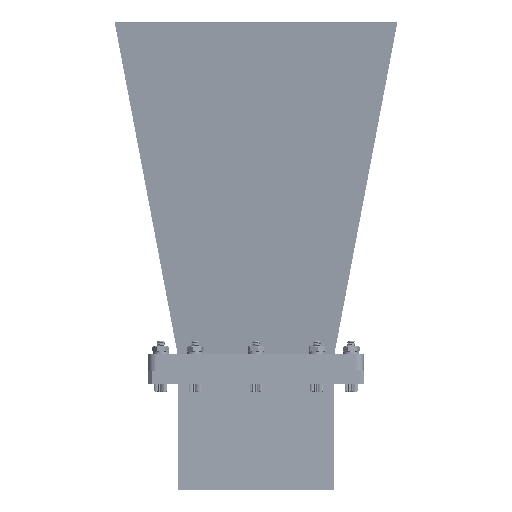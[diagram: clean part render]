
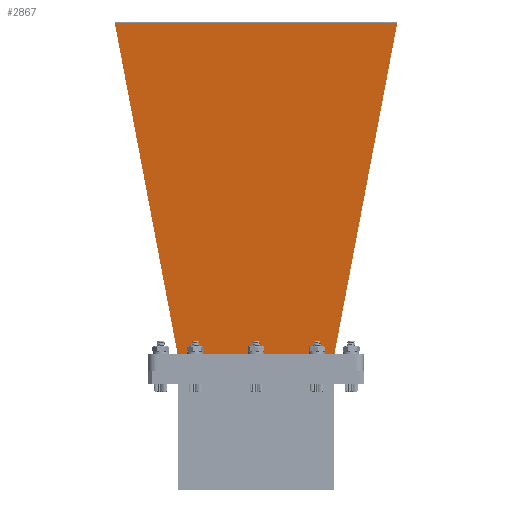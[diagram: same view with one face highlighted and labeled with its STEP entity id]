
A CAD part, front view. The second image highlights one B-rep face of the part: STEP entity #2867.
In plain terms, the highlighted face is planar.
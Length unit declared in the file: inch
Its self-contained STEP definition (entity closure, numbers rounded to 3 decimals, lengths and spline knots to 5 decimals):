
#194 = CARTESIAN_POINT ( 'NONE',  ( -4.15137, 10.23045, 2.12346 ) ) ;
#917 = LINE ( 'NONE', #3505, #5005 ) ;
#1364 = EDGE_CURVE ( 'NONE', #6597, #6442, #11984, .T. ) ;
#1686 = ORIENTED_EDGE ( 'NONE', *, *, #5787, .T. ) ;
#1938 = VERTEX_POINT ( 'NONE', #15694 ) ;
#2646 = CARTESIAN_POINT ( 'NONE',  ( 13.30541, 10.23045, 2.12346 ) ) ;
#2867 = ADVANCED_FACE ( 'NONE', ( #3973 ), #6639, .F. ) ;
#3158 = CARTESIAN_POINT ( 'NONE',  ( 13.30541, 10.23045, 2.12346 ) ) ;
#3505 = CARTESIAN_POINT ( 'NONE',  ( 4.46678, 11.89267, 2.28095 ) ) ;
#3512 = EDGE_CURVE ( 'NONE', #6442, #1938, #8427, .T. ) ;
#3973 = FACE_OUTER_BOUND ( 'NONE', #7724, .T. ) ;
#4367 = ORIENTED_EDGE ( 'NONE', *, *, #1364, .T. ) ;
#4778 = VECTOR ( 'NONE', #10794, 39.37008 ) ;
#5005 = VECTOR ( 'NONE', #7353, 39.37008 ) ;
#5412 = ORIENTED_EDGE ( 'NONE', *, *, #16485, .T. ) ;
#5750 = VERTEX_POINT ( 'NONE', #8784 ) ;
#5787 = EDGE_CURVE ( 'NONE', #5750, #6597, #917, .T. ) ;
#5944 = LINE ( 'NONE', #8380, #6329 ) ;
#6329 = VECTOR ( 'NONE', #13498, 39.37008 ) ;
#6442 = VERTEX_POINT ( 'NONE', #194 ) ;
#6597 = VERTEX_POINT ( 'NONE', #13328 ) ;
#6639 = PLANE ( 'NONE',  #11492 ) ;
#7353 = DIRECTION ( 'NONE',  ( 0.186, 0.978, 0.093 ) ) ;
#7724 = EDGE_LOOP ( 'NONE', ( #4367, #9179, #5412, #1686 ) ) ;
#7728 = VECTOR ( 'NONE', #13543, 39.37008 ) ;
#8380 = CARTESIAN_POINT ( 'NONE',  ( -4.71888, 0.5, 1.20151 ) ) ;
#8427 = LINE ( 'NONE', #9609, #7728 ) ;
#8784 = CARTESIAN_POINT ( 'NONE',  ( 2.305, 0.5, 1.20151 ) ) ;
#9101 = DIRECTION ( 'NONE',  ( 0., 0.996, 0.094 ) ) ;
#9179 = ORIENTED_EDGE ( 'NONE', *, *, #3512, .T. ) ;
#9609 = CARTESIAN_POINT ( 'NONE',  ( -4.46678, 11.89267, 2.28095 ) ) ;
#10794 = DIRECTION ( 'NONE',  ( -1., 0., 0. ) ) ;
#11492 = AXIS2_PLACEMENT_3D ( 'NONE', #2646, #15651, #9101 ) ;
#11984 = LINE ( 'NONE', #3158, #4778 ) ;
#13328 = CARTESIAN_POINT ( 'NONE',  ( 4.15137, 10.23045, 2.12346 ) ) ;
#13498 = DIRECTION ( 'NONE',  ( 1., 0., 0. ) ) ;
#13543 = DIRECTION ( 'NONE',  ( 0.186, -0.978, -0.093 ) ) ;
#15651 = DIRECTION ( 'NONE',  ( 0., 0.094, -0.996 ) ) ;
#15694 = CARTESIAN_POINT ( 'NONE',  ( -2.305, 0.5, 1.20151 ) ) ;
#16485 = EDGE_CURVE ( 'NONE', #1938, #5750, #5944, .T. ) ;
